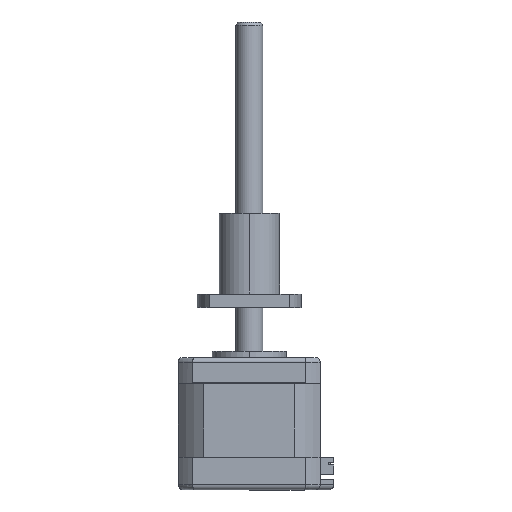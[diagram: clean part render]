
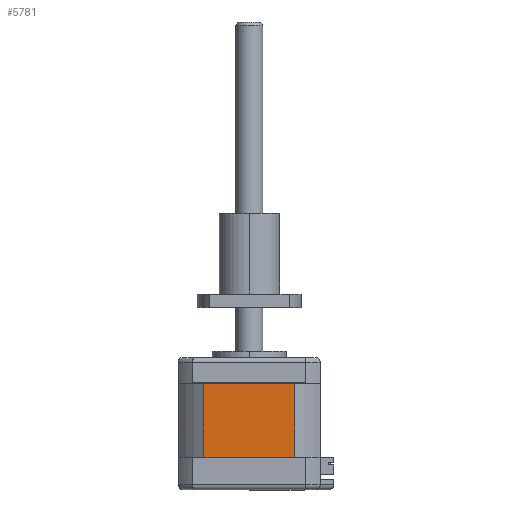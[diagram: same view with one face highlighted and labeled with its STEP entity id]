
A CAD part, top view. The second image highlights one B-rep face of the part: STEP entity #5781.
In plain terms, the highlighted planar face has unit normal (0, 0, 1).
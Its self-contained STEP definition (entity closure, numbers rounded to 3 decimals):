
#365 = LINE ( 'NONE', #8313, #9552 ) ;
#758 = LINE ( 'NONE', #4605, #7582 ) ;
#804 = ORIENTED_EDGE ( 'NONE', *, *, #4715, .F. ) ;
#866 = FACE_OUTER_BOUND ( 'NONE', #11298, .T. ) ;
#2160 = AXIS2_PLACEMENT_3D ( 'NONE', #8099, #8051, #8048 ) ;
#2534 = VERTEX_POINT ( 'NONE', #8653 ) ;
#2596 = ORIENTED_EDGE ( 'NONE', *, *, #4788, .F. ) ;
#2902 = VECTOR ( 'NONE', #9113, 1000. ) ;
#3284 = VERTEX_POINT ( 'NONE', #3904 ) ;
#3904 = CARTESIAN_POINT ( 'NONE',  ( 8.885, -11.807, 37.738 ) ) ;
#4605 = CARTESIAN_POINT ( 'NONE',  ( 8.885, -11.807, 37.738 ) ) ;
#4689 = DIRECTION ( 'NONE',  ( 0., 1., 0. ) ) ;
#4715 = EDGE_CURVE ( 'NONE', #3284, #9636, #5110, .T. ) ;
#4788 = EDGE_CURVE ( 'NONE', #9636, #2534, #6554, .T. ) ;
#4830 = EDGE_CURVE ( 'NONE', #5913, #2534, #365, .T. ) ;
#5059 = EDGE_CURVE ( 'NONE', #3284, #5913, #758, .T. ) ;
#5110 = LINE ( 'NONE', #10539, #7270 ) ;
#5781 = ADVANCED_FACE ( 'NONE', ( #866 ), #8069, .F. ) ;
#5913 = VERTEX_POINT ( 'NONE', #7427 ) ;
#6554 = LINE ( 'NONE', #8435, #2902 ) ;
#7270 = VECTOR ( 'NONE', #10069, 1000. ) ;
#7365 = ORIENTED_EDGE ( 'NONE', *, *, #5059, .T. ) ;
#7427 = CARTESIAN_POINT ( 'NONE',  ( 8.885, 10.193, 37.738 ) ) ;
#7582 = VECTOR ( 'NONE', #4689, 1000. ) ;
#8048 = DIRECTION ( 'NONE',  ( 1., 0., 0. ) ) ;
#8051 = DIRECTION ( 'NONE',  ( 0., 0., -1. ) ) ;
#8069 = PLANE ( 'NONE',  #2160 ) ;
#8099 = CARTESIAN_POINT ( 'NONE',  ( 8.885, -11.807, 37.738 ) ) ;
#8166 = DIRECTION ( 'NONE',  ( -1., 0., 0. ) ) ;
#8313 = CARTESIAN_POINT ( 'NONE',  ( 8.885, 10.193, 37.738 ) ) ;
#8435 = CARTESIAN_POINT ( 'NONE',  ( -18.303, -11.807, 37.738 ) ) ;
#8653 = CARTESIAN_POINT ( 'NONE',  ( -18.303, 10.193, 37.738 ) ) ;
#9113 = DIRECTION ( 'NONE',  ( 0., 1., 0. ) ) ;
#9552 = VECTOR ( 'NONE', #8166, 1000. ) ;
#9636 = VERTEX_POINT ( 'NONE', #10471 ) ;
#10069 = DIRECTION ( 'NONE',  ( -1., 0., 0. ) ) ;
#10287 = ORIENTED_EDGE ( 'NONE', *, *, #4830, .T. ) ;
#10471 = CARTESIAN_POINT ( 'NONE',  ( -18.303, -11.807, 37.738 ) ) ;
#10539 = CARTESIAN_POINT ( 'NONE',  ( 8.885, -11.807, 37.738 ) ) ;
#11298 = EDGE_LOOP ( 'NONE', ( #10287, #2596, #804, #7365 ) ) ;
